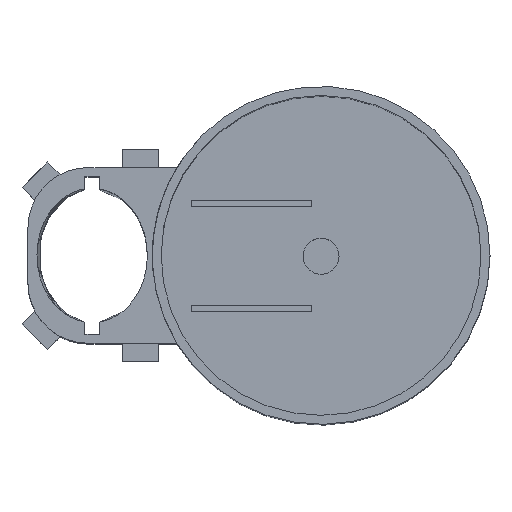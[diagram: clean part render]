
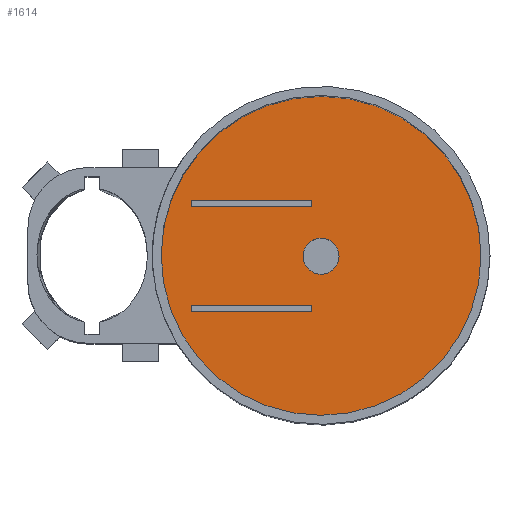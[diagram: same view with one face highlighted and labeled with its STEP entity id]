
A CAD part, top view. The second image highlights one B-rep face of the part: STEP entity #1614.
In plain terms, the highlighted planar face has unit normal (0, 0, 1).
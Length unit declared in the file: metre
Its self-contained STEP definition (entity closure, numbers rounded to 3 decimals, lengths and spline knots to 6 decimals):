
#14=ELLIPSE('',#1818,0.0112,0.0092);
#102=CIRCLE('',#1816,0.003);
#103=CIRCLE('',#1817,0.02665);
#350=ORIENTED_EDGE('',*,*,#652,.F.);
#351=ORIENTED_EDGE('',*,*,#653,.T.);
#352=ORIENTED_EDGE('',*,*,#654,.T.);
#353=ORIENTED_EDGE('',*,*,#655,.T.);
#354=ORIENTED_EDGE('',*,*,#656,.T.);
#355=ORIENTED_EDGE('',*,*,#657,.T.);
#356=ORIENTED_EDGE('',*,*,#658,.F.);
#357=ORIENTED_EDGE('',*,*,#659,.T.);
#358=ORIENTED_EDGE('',*,*,#660,.T.);
#359=ORIENTED_EDGE('',*,*,#661,.F.);
#360=ORIENTED_EDGE('',*,*,#662,.F.);
#361=ORIENTED_EDGE('',*,*,#663,.F.);
#362=ORIENTED_EDGE('',*,*,#664,.F.);
#652=EDGE_CURVE('',#830,#830,#102,.T.);
#653=EDGE_CURVE('',#831,#832,#974,.T.);
#654=EDGE_CURVE('',#832,#833,#975,.T.);
#655=EDGE_CURVE('',#833,#834,#976,.T.);
#656=EDGE_CURVE('',#834,#831,#977,.T.);
#657=EDGE_CURVE('',#835,#836,#103,.T.);
#658=EDGE_CURVE('',#837,#836,#978,.T.);
#659=EDGE_CURVE('',#837,#838,#14,.F.);
#660=EDGE_CURVE('',#838,#835,#979,.T.);
#661=EDGE_CURVE('',#839,#840,#980,.T.);
#662=EDGE_CURVE('',#841,#839,#981,.T.);
#663=EDGE_CURVE('',#842,#841,#982,.T.);
#664=EDGE_CURVE('',#840,#842,#983,.T.);
#830=VERTEX_POINT('',#2701);
#831=VERTEX_POINT('',#2703);
#832=VERTEX_POINT('',#2704);
#833=VERTEX_POINT('',#2706);
#834=VERTEX_POINT('',#2708);
#835=VERTEX_POINT('',#2711);
#836=VERTEX_POINT('',#2712);
#837=VERTEX_POINT('',#2714);
#838=VERTEX_POINT('',#2716);
#839=VERTEX_POINT('',#2719);
#840=VERTEX_POINT('',#2720);
#841=VERTEX_POINT('',#2722);
#842=VERTEX_POINT('',#2724);
#974=LINE('',#2702,#1114);
#975=LINE('',#2705,#1115);
#976=LINE('',#2707,#1116);
#977=LINE('',#2709,#1117);
#978=LINE('',#2713,#1118);
#979=LINE('',#2717,#1119);
#980=LINE('',#2718,#1120);
#981=LINE('',#2721,#1121);
#982=LINE('',#2723,#1122);
#983=LINE('',#2725,#1123);
#1114=VECTOR('',#2139,1.);
#1115=VECTOR('',#2140,1.);
#1116=VECTOR('',#2141,1.);
#1117=VECTOR('',#2142,1.);
#1118=VECTOR('',#2145,1.);
#1119=VECTOR('',#2148,1.);
#1120=VECTOR('',#2149,1.);
#1121=VECTOR('',#2150,1.);
#1122=VECTOR('',#2151,1.);
#1123=VECTOR('',#2152,1.);
#1268=EDGE_LOOP('',(#350));
#1269=EDGE_LOOP('',(#351,#352,#353,#354));
#1270=EDGE_LOOP('',(#355,#356,#357,#358));
#1271=EDGE_LOOP('',(#359,#360,#361,#362));
#1426=FACE_BOUND('',#1268,.T.);
#1427=FACE_BOUND('',#1269,.T.);
#1428=FACE_BOUND('',#1270,.T.);
#1429=FACE_BOUND('',#1271,.T.);
#1529=PLANE('',#1815);
#1614=ADVANCED_FACE('',(#1426,#1427,#1428,#1429),#1529,.T.);
#1815=AXIS2_PLACEMENT_3D('',#2699,#2135,#2136);
#1816=AXIS2_PLACEMENT_3D('',#2700,#2137,#2138);
#1817=AXIS2_PLACEMENT_3D('',#2710,#2143,#2144);
#1818=AXIS2_PLACEMENT_3D('',#2715,#2146,#2147);
#2135=DIRECTION('',(0.,0.,1.));
#2136=DIRECTION('',(1.,0.,0.));
#2137=DIRECTION('',(0.,0.,1.));
#2138=DIRECTION('',(1.,0.,0.));
#2139=DIRECTION('',(-1.,0.,0.));
#2140=DIRECTION('',(0.,1.,0.));
#2141=DIRECTION('',(1.,0.,0.));
#2142=DIRECTION('',(0.,-1.,0.));
#2143=DIRECTION('',(0.,0.,1.));
#2144=DIRECTION('',(1.,0.,0.));
#2145=DIRECTION('',(1.,0.,0.));
#2146=DIRECTION('',(0.,0.,1.));
#2147=DIRECTION('',(0.,1.,0.));
#2148=DIRECTION('',(1.,0.,0.));
#2149=DIRECTION('',(1.,0.,0.));
#2150=DIRECTION('',(0.,-1.,0.));
#2151=DIRECTION('',(-1.,0.,0.));
#2152=DIRECTION('',(0.,1.,0.));
#2699=CARTESIAN_POINT('',(0.,0.,0.036));
#2700=CARTESIAN_POINT('',(0.,0.,0.036));
#2701=CARTESIAN_POINT('',(0.003,0.,0.036));
#2702=CARTESIAN_POINT('',(-0.01165,0.008243,0.036));
#2703=CARTESIAN_POINT('',(-0.00165,0.008243,0.036));
#2704=CARTESIAN_POINT('',(-0.02165,0.008243,0.036));
#2705=CARTESIAN_POINT('',(-0.02165,0.008743,0.036));
#2706=CARTESIAN_POINT('',(-0.02165,0.009243,0.036));
#2707=CARTESIAN_POINT('',(-0.01165,0.009243,0.036));
#2708=CARTESIAN_POINT('',(-0.00165,0.009243,0.036));
#2709=CARTESIAN_POINT('',(-0.00165,0.008743,0.036));
#2710=CARTESIAN_POINT('',(0.,0.,0.036));
#2711=CARTESIAN_POINT('',(-0.024996,-0.009243,0.036));
#2712=CARTESIAN_POINT('',(-0.024996,0.009243,0.036));
#2713=CARTESIAN_POINT('',(-0.028975,0.009243,0.036));
#2714=CARTESIAN_POINT('',(-0.032955,0.009243,0.036));
#2715=CARTESIAN_POINT('',(-0.03815,0.,0.036));
#2716=CARTESIAN_POINT('',(-0.032955,-0.009243,0.036));
#2717=CARTESIAN_POINT('',(-0.028975,-0.009243,0.036));
#2718=CARTESIAN_POINT('',(-0.01165,-0.009243,0.036));
#2719=CARTESIAN_POINT('',(-0.02165,-0.009243,0.036));
#2720=CARTESIAN_POINT('',(-0.00165,-0.009243,0.036));
#2721=CARTESIAN_POINT('',(-0.02165,-0.008743,0.036));
#2722=CARTESIAN_POINT('',(-0.02165,-0.008243,0.036));
#2723=CARTESIAN_POINT('',(-0.01165,-0.008243,0.036));
#2724=CARTESIAN_POINT('',(-0.00165,-0.008243,0.036));
#2725=CARTESIAN_POINT('',(-0.00165,-0.008743,0.036));
